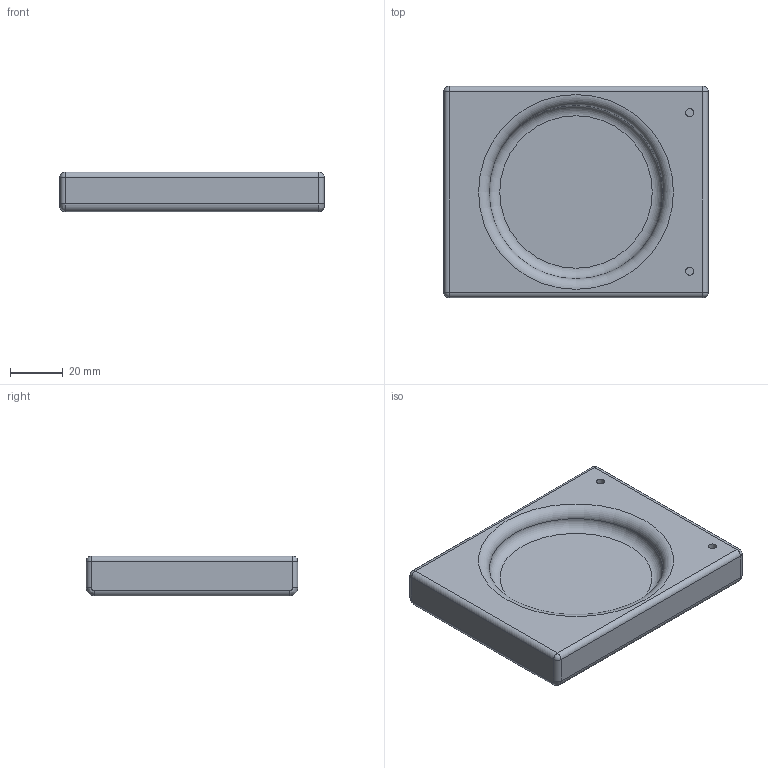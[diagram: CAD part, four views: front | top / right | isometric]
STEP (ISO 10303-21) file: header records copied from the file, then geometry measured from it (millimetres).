
FILE_DESCRIPTION(/* description */ (''),/* implementation_level */ '2;1');
FILE_NAME(/* name */ 'Schliten main v3.step',/* time_stamp */ '2024-01-17T17:56:35+01:00',/* author */ (''),/* organization */ (''),/* preprocessor_version */ 'ST-DEVELOPER v20',/* originating_system */ 'Autodesk Translation Framework v12.14.0.127',/* authorisation */ '');
FILE_SCHEMA (('AUTOMOTIVE_DESIGN { 1 0 10303 214 3 1 1 }'));
Length unit declared in the file: millimetre
Products named in the file (1): Schliten main
Bounding box: 100 x 80 x 15 mm (x, y, z)
Volume: 91756.1 mm3; surface area: 21862.5 mm2
Topology: 1 solids, 1 shells, 41 faces, 75 edges, 43 vertices
Faces by surface type: cylinder 18, plane 13, sphere 4, bspline 4, torus 2
Full cylindrical faces by diameter (mm): 3 x6
Entity records: 1055 total; most frequent: DIRECTION 196, CARTESIAN_POINT 192, ORIENTED_EDGE 150, AXIS2_PLACEMENT_3D 83, EDGE_CURVE 75, EDGE_LOOP 48, CIRCLE 45, VERTEX_POINT 43
